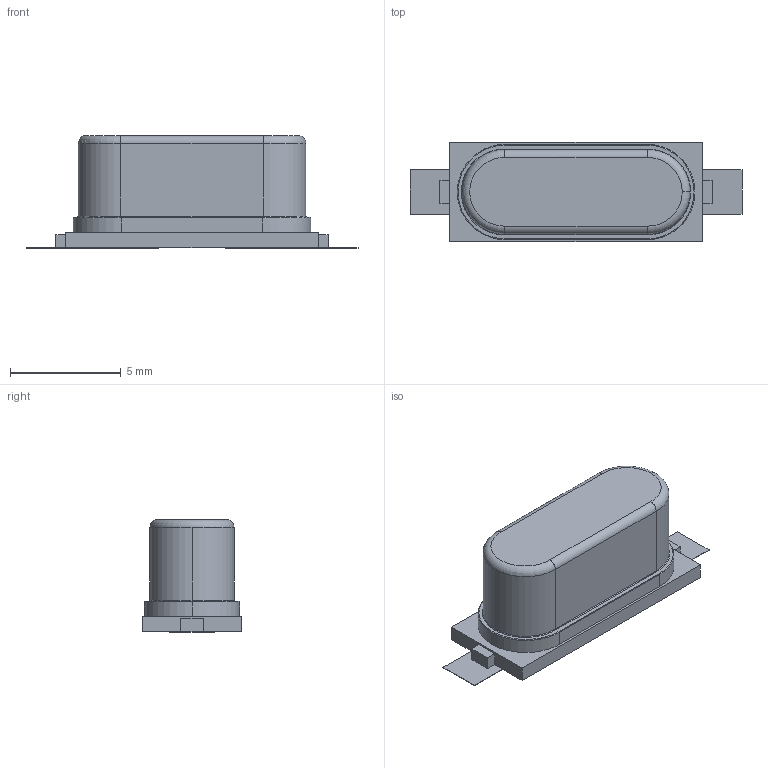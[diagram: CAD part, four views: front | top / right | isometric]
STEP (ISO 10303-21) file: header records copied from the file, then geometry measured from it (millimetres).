
FILE_DESCRIPTION (( 'STEP AP214' ), '1' );
FILE_NAME ('SW3dPS-HC49-SMD.STEP', '2009-06-05T02:39:23', ( 'SysAdmin' ), ( 'SolidWorks' ), 'SwSTEP 2.0', 'SolidWorks 2009', '' );
FILE_SCHEMA (( 'AUTOMOTIVE_DESIGN' ));
Length unit declared in the file: millimetre
Products named in the file (1): SW3dPS-HC49-SMD
Bounding box: 15 x 4.5 x 5.1 mm (x, y, z)
Volume: 198.5 mm3; surface area: 246.7 mm2
Topology: 1 solids, 1 shells, 53 faces, 131 edges, 82 vertices
Faces by surface type: plane 32, cylinder 12, torus 9
Entity records: 1664 total; most frequent: CARTESIAN_POINT 287, DIRECTION 270, ORIENTED_EDGE 262, EDGE_CURVE 131, VECTOR 92, LINE 92, AXIS2_PLACEMENT_3D 89, VERTEX_POINT 82
